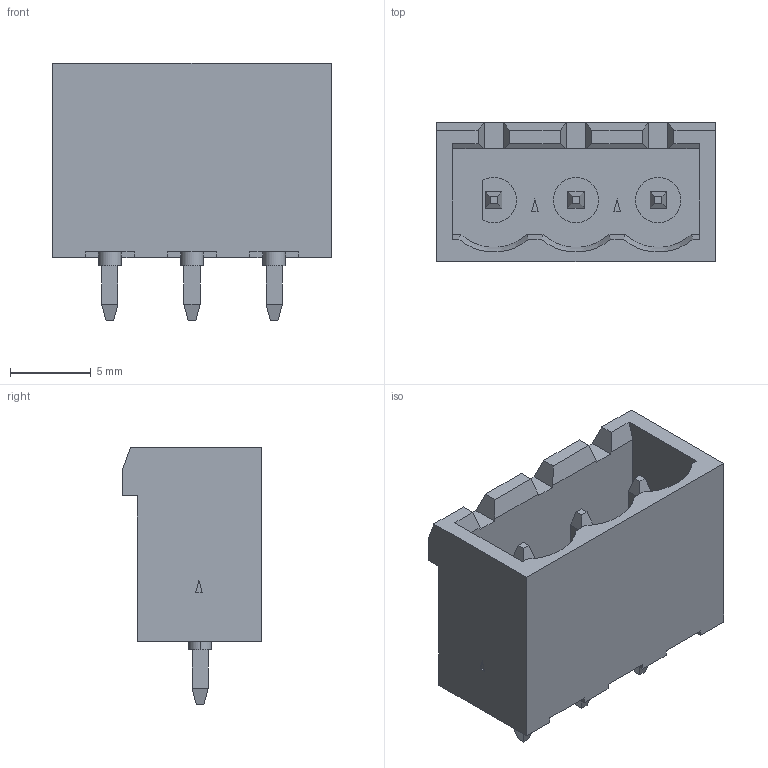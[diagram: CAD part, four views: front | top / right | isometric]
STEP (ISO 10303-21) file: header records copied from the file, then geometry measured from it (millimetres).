
FILE_DESCRIPTION((''),'2;1');
FILE_NAME('PHOENIX_1755749.stp','2013-11-13T10:00:31',(''),(''),'Mechanical Desktop 2011','Mechanical Desktop 2011',', , ');
FILE_SCHEMA(('AUTOMOTIVE_DESIGN { 1 2 10303 214 1 1 1 1 }'));
Length unit declared in the file: millimetre
Products named in the file (1): Product
Bounding box: 17.24 x 8.6 x 15.9 mm (x, y, z)
Volume: 924.5 mm3; surface area: 1442.6 mm2
Topology: 13 solids, 13 shells, 197 faces, 450 edges, 291 vertices
Faces by surface type: plane 140, cylinder 33, bspline 18, sphere 3, cone 3
Entity records: 5560 total; most frequent: CARTESIAN_POINT 1065, ORIENTED_EDGE 900, DIRECTION 876, EDGE_CURVE 450, VECTOR 372, LINE 372, VERTEX_POINT 291, AXIS2_PLACEMENT_3D 252
